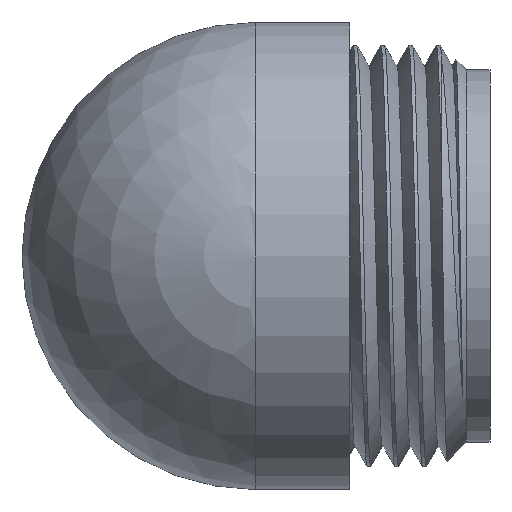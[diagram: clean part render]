
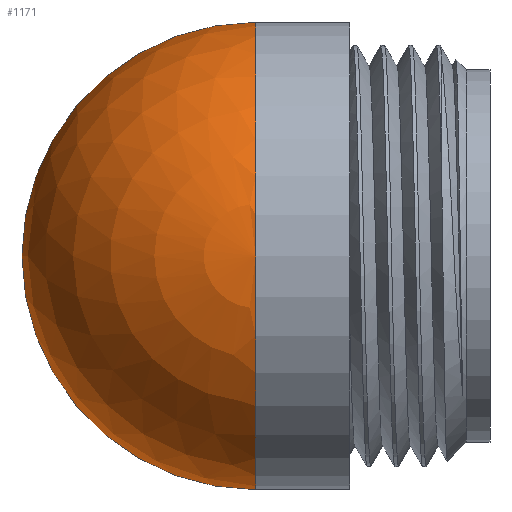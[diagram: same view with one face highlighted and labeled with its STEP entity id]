
A CAD part, left-side view. The second image highlights one B-rep face of the part: STEP entity #1171.
In plain terms, the highlighted spherical face has radius 7.925 mm.
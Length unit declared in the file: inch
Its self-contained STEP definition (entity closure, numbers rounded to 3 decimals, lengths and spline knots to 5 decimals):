
#20 = CARTESIAN_POINT ( 'NONE',  ( 0., 0.313, 0.312 ) ) ;
#34 = CIRCLE ( 'NONE', #506, 0.312 ) ;
#62 = AXIS2_PLACEMENT_3D ( 'NONE', #116, #1379, #573 ) ;
#63 = CARTESIAN_POINT ( 'NONE',  ( 0., 0.313, 0. ) ) ;
#116 = CARTESIAN_POINT ( 'NONE',  ( 0., 0.313, 0. ) ) ;
#124 = CARTESIAN_POINT ( 'NONE',  ( 0., 0.313, 0. ) ) ;
#220 = CIRCLE ( 'NONE', #1432, 0.312 ) ;
#294 = CARTESIAN_POINT ( 'NONE',  ( 0., 0.313, -0.312 ) ) ;
#295 = VERTEX_POINT ( 'NONE', #20 ) ;
#306 = DIRECTION ( 'NONE',  ( 0., 0., -1. ) ) ;
#415 = CARTESIAN_POINT ( 'NONE',  ( 0., 0.313, 0. ) ) ;
#483 = DIRECTION ( 'NONE',  ( 0., 0., -1. ) ) ;
#506 = AXIS2_PLACEMENT_3D ( 'NONE', #415, #1102, #306 ) ;
#573 = DIRECTION ( 'NONE',  ( 0., 0., -1. ) ) ;
#607 = EDGE_CURVE ( 'NONE', #1314, #295, #1168, .T. ) ;
#684 = FACE_OUTER_BOUND ( 'NONE', #1431, .T. ) ;
#721 = EDGE_CURVE ( 'NONE', #295, #1044, #34, .T. ) ;
#753 = DIRECTION ( 'NONE',  ( -1., 0., 0. ) ) ;
#794 = AXIS2_PLACEMENT_3D ( 'NONE', #124, #1222, #483 ) ;
#812 = ORIENTED_EDGE ( 'NONE', *, *, #721, .F. ) ;
#833 = SPHERICAL_SURFACE ( 'NONE', #794, 0.312 ) ;
#925 = CARTESIAN_POINT ( 'NONE',  ( 0., 0.625, 0. ) ) ;
#956 = EDGE_CURVE ( 'NONE', #1314, #1044, #220, .T. ) ;
#1044 = VERTEX_POINT ( 'NONE', #294 ) ;
#1072 = ORIENTED_EDGE ( 'NONE', *, *, #956, .T. ) ;
#1102 = DIRECTION ( 'NONE',  ( 0., -1., 0. ) ) ;
#1168 = CIRCLE ( 'NONE', #62, 0.312 ) ;
#1171 = ADVANCED_FACE ( 'NONE', ( #684 ), #833, .T. ) ;
#1185 = DIRECTION ( 'NONE',  ( 0., 0., 1. ) ) ;
#1222 = DIRECTION ( 'NONE',  ( 1., 0., 0. ) ) ;
#1314 = VERTEX_POINT ( 'NONE', #925 ) ;
#1317 = ORIENTED_EDGE ( 'NONE', *, *, #607, .F. ) ;
#1379 = DIRECTION ( 'NONE',  ( 1., 0., 0. ) ) ;
#1431 = EDGE_LOOP ( 'NONE', ( #1317, #1072, #812 ) ) ;
#1432 = AXIS2_PLACEMENT_3D ( 'NONE', #63, #753, #1185 ) ;
